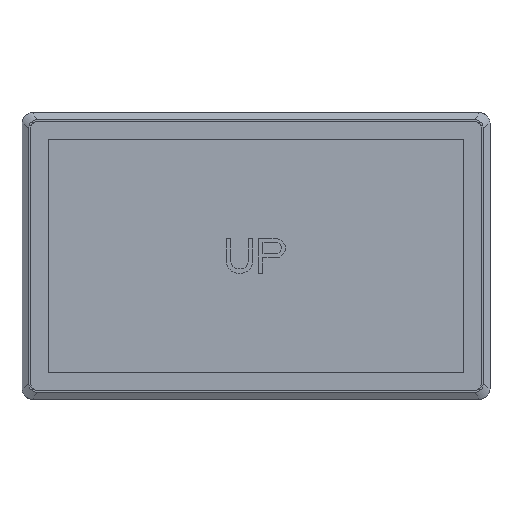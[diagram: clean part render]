
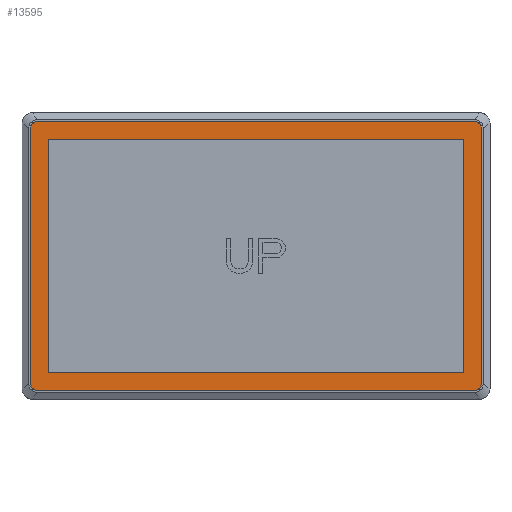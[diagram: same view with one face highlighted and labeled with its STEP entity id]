
A CAD part, top view. The second image highlights one B-rep face of the part: STEP entity #13595.
In plain terms, the highlighted planar face has unit normal (0, 0, 1).
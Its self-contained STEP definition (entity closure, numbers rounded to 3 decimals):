
#12498=CARTESIAN_POINT('',(-250.82,146.555,0.));
#12499=DIRECTION('',(0.,0.,-1.));
#12500=DIRECTION('',(-1.,0.,0.));
#12501=AXIS2_PLACEMENT_3D('',#12498,#12499,#12500);
#12503=CARTESIAN_POINT('',(250.82,146.555,0.));
#12504=DIRECTION('',(0.,0.,-1.));
#12505=DIRECTION('',(0.,1.,0.));
#12506=AXIS2_PLACEMENT_3D('',#12503,#12504,#12505);
#12508=CARTESIAN_POINT('',(250.82,-146.555,0.));
#12509=DIRECTION('',(0.,0.,-1.));
#12510=DIRECTION('',(1.,0.,0.));
#12511=AXIS2_PLACEMENT_3D('',#12508,#12509,#12510);
#12513=CARTESIAN_POINT('',(-250.82,-146.555,0.));
#12514=DIRECTION('',(0.,0.,-1.));
#12515=DIRECTION('',(0.,-1.,0.));
#12516=AXIS2_PLACEMENT_3D('',#12513,#12514,#12515);
#12518=DIRECTION('',(-1.,0.,0.));
#12519=VECTOR('',#12518,476.64);
#12520=CARTESIAN_POINT('',(238.32,134.055,0.));
#12521=LINE('',#12520,#12519);
#12522=DIRECTION('',(0.,-1.,0.));
#12523=VECTOR('',#12522,268.11);
#12524=CARTESIAN_POINT('',(-238.32,134.055,0.));
#12525=LINE('',#12524,#12523);
#12526=DIRECTION('',(1.,0.,0.));
#12527=VECTOR('',#12526,476.64);
#12528=CARTESIAN_POINT('',(-238.32,-134.055,0.));
#12529=LINE('',#12528,#12527);
#12530=DIRECTION('',(0.,1.,0.));
#12531=VECTOR('',#12530,268.11);
#12532=CARTESIAN_POINT('',(238.32,-134.055,0.));
#12533=LINE('',#12532,#12531);
#12534=DIRECTION('',(0.,-1.,0.));
#12535=VECTOR('',#12534,293.11);
#12536=CARTESIAN_POINT('',(-258.82,146.555,0.));
#12537=LINE('',#12536,#12535);
#12550=DIRECTION('',(1.,0.,0.));
#12551=VECTOR('',#12550,501.64);
#12552=CARTESIAN_POINT('',(-250.82,-154.555,0.));
#12553=LINE('',#12552,#12551);
#12610=DIRECTION('',(0.,1.,0.));
#12611=VECTOR('',#12610,293.11);
#12612=CARTESIAN_POINT('',(258.82,-146.555,0.));
#12613=LINE('',#12612,#12611);
#12622=DIRECTION('',(-1.,0.,0.));
#12623=VECTOR('',#12622,501.64);
#12624=CARTESIAN_POINT('',(250.82,154.555,0.));
#12625=LINE('',#12624,#12623);
#13298=CARTESIAN_POINT('',(-258.82,146.555,0.));
#13299=CARTESIAN_POINT('',(-258.82,-146.555,0.));
#13300=VERTEX_POINT('',#13298);
#13301=VERTEX_POINT('',#13299);
#13302=CARTESIAN_POINT('',(-250.82,154.555,0.));
#13303=VERTEX_POINT('',#13302);
#13304=CARTESIAN_POINT('',(250.82,154.555,0.));
#13305=VERTEX_POINT('',#13304);
#13306=CARTESIAN_POINT('',(258.82,146.555,0.));
#13307=VERTEX_POINT('',#13306);
#13308=CARTESIAN_POINT('',(258.82,-146.555,0.));
#13309=VERTEX_POINT('',#13308);
#13310=CARTESIAN_POINT('',(250.82,-154.555,0.));
#13311=VERTEX_POINT('',#13310);
#13312=CARTESIAN_POINT('',(-250.82,-154.555,0.));
#13313=VERTEX_POINT('',#13312);
#13314=CARTESIAN_POINT('',(238.32,134.055,0.));
#13315=CARTESIAN_POINT('',(-238.32,134.055,0.));
#13316=VERTEX_POINT('',#13314);
#13317=VERTEX_POINT('',#13315);
#13318=CARTESIAN_POINT('',(-238.32,-134.055,0.));
#13319=VERTEX_POINT('',#13318);
#13320=CARTESIAN_POINT('',(238.32,-134.055,0.));
#13321=VERTEX_POINT('',#13320);
#13562=CARTESIAN_POINT('',(0.,0.,0.));
#13563=DIRECTION('',(0.,0.,1.));
#13564=DIRECTION('',(1.,0.,0.));
#13565=AXIS2_PLACEMENT_3D('',#13562,#13563,#13564);
#13566=PLANE('',#13565);
#13568=ORIENTED_EDGE('',*,*,#13567,.F.);
#13570=ORIENTED_EDGE('',*,*,#13569,.T.);
#13572=ORIENTED_EDGE('',*,*,#13571,.F.);
#13574=ORIENTED_EDGE('',*,*,#13573,.T.);
#13576=ORIENTED_EDGE('',*,*,#13575,.F.);
#13578=ORIENTED_EDGE('',*,*,#13577,.T.);
#13580=ORIENTED_EDGE('',*,*,#13579,.F.);
#13582=ORIENTED_EDGE('',*,*,#13581,.T.);
#13583=EDGE_LOOP('',(#13568,#13570,#13572,#13574,#13576,#13578,#13580,#13582));
#13584=FACE_OUTER_BOUND('',#13583,.F.);
#13586=ORIENTED_EDGE('',*,*,#13585,.T.);
#13588=ORIENTED_EDGE('',*,*,#13587,.T.);
#13590=ORIENTED_EDGE('',*,*,#13589,.T.);
#13592=ORIENTED_EDGE('',*,*,#13591,.T.);
#13593=EDGE_LOOP('',(#13586,#13588,#13590,#13592));
#13594=FACE_BOUND('',#13593,.F.);
#12502=CIRCLE('',#12501,8.);
#12507=CIRCLE('',#12506,8.);
#12512=CIRCLE('',#12511,8.);
#12517=CIRCLE('',#12516,8.);
#13567=EDGE_CURVE('',#13300,#13301,#12537,.T.);
#13569=EDGE_CURVE('',#13300,#13303,#12502,.T.);
#13571=EDGE_CURVE('',#13305,#13303,#12625,.T.);
#13573=EDGE_CURVE('',#13305,#13307,#12507,.T.);
#13575=EDGE_CURVE('',#13309,#13307,#12613,.T.);
#13577=EDGE_CURVE('',#13309,#13311,#12512,.T.);
#13579=EDGE_CURVE('',#13313,#13311,#12553,.T.);
#13581=EDGE_CURVE('',#13313,#13301,#12517,.T.);
#13585=EDGE_CURVE('',#13316,#13317,#12521,.T.);
#13587=EDGE_CURVE('',#13317,#13319,#12525,.T.);
#13589=EDGE_CURVE('',#13319,#13321,#12529,.T.);
#13591=EDGE_CURVE('',#13321,#13316,#12533,.T.);
#13595=ADVANCED_FACE('',(#13584,#13594),#13566,.T.);
